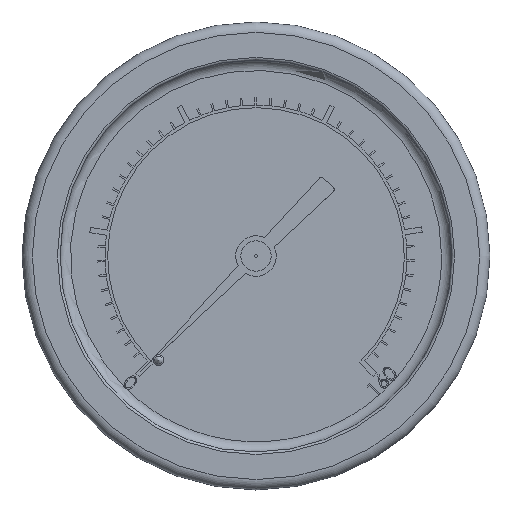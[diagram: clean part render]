
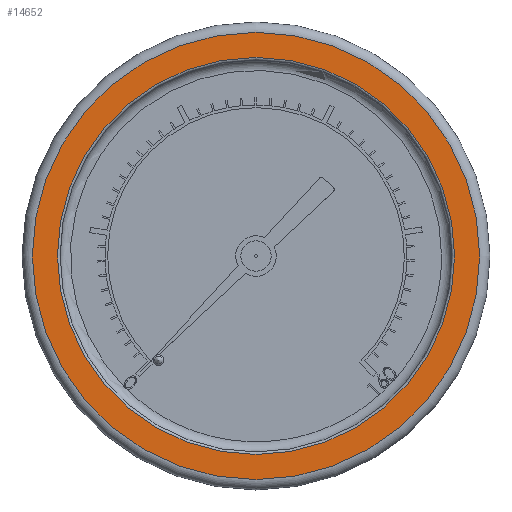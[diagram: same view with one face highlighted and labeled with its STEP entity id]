
A CAD part, top view. The second image highlights one B-rep face of the part: STEP entity #14652.
In plain terms, the highlighted planar face has unit normal (0, 0, 1).
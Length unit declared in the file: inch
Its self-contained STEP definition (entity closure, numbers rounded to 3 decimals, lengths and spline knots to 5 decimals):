
#235 = CARTESIAN_POINT ( 'NONE',  ( 1.2965, 0., 0. ) ) ;
#986 = FACE_BOUND ( 'NONE', #2667, .T. ) ;
#1496 = ORIENTED_EDGE ( 'NONE', *, *, #10466, .T. ) ;
#1650 = CARTESIAN_POINT ( 'NONE',  ( 1.151, 0., 0. ) ) ;
#2567 = CIRCLE ( 'NONE', #11377, 1.2965 ) ;
#2627 = AXIS2_PLACEMENT_3D ( 'NONE', #4552, #12351, #6957 ) ;
#2667 = EDGE_LOOP ( 'NONE', ( #1496 ) ) ;
#3992 = CIRCLE ( 'NONE', #2627, 1.151 ) ;
#4552 = CARTESIAN_POINT ( 'NONE',  ( 0., 0., 0. ) ) ;
#4769 = CARTESIAN_POINT ( 'NONE',  ( 0., 0., 0. ) ) ;
#5236 = AXIS2_PLACEMENT_3D ( 'NONE', #4769, #15137, #12472 ) ;
#6957 = DIRECTION ( 'NONE',  ( 1., 0., 0. ) ) ;
#9734 = DIRECTION ( 'NONE',  ( 0., 0., 1. ) ) ;
#10466 = EDGE_CURVE ( 'NONE', #13929, #13929, #3992, .T. ) ;
#11008 = DIRECTION ( 'NONE',  ( 1., 0., 0. ) ) ;
#11214 = PLANE ( 'NONE',  #5236 ) ;
#11377 = AXIS2_PLACEMENT_3D ( 'NONE', #12433, #9734, #11008 ) ;
#11731 = VERTEX_POINT ( 'NONE', #235 ) ;
#12351 = DIRECTION ( 'NONE',  ( 0., 0., -1. ) ) ;
#12433 = CARTESIAN_POINT ( 'NONE',  ( 0., 0., 0. ) ) ;
#12472 = DIRECTION ( 'NONE',  ( 1., 0., 0. ) ) ;
#12555 = ORIENTED_EDGE ( 'NONE', *, *, #14266, .T. ) ;
#12809 = FACE_OUTER_BOUND ( 'NONE', #14342, .T. ) ;
#13929 = VERTEX_POINT ( 'NONE', #1650 ) ;
#14266 = EDGE_CURVE ( 'NONE', #11731, #11731, #2567, .T. ) ;
#14342 = EDGE_LOOP ( 'NONE', ( #12555 ) ) ;
#14652 = ADVANCED_FACE ( 'NONE', ( #986, #12809 ), #11214, .T. ) ;
#15137 = DIRECTION ( 'NONE',  ( 0., 0., 1. ) ) ;
